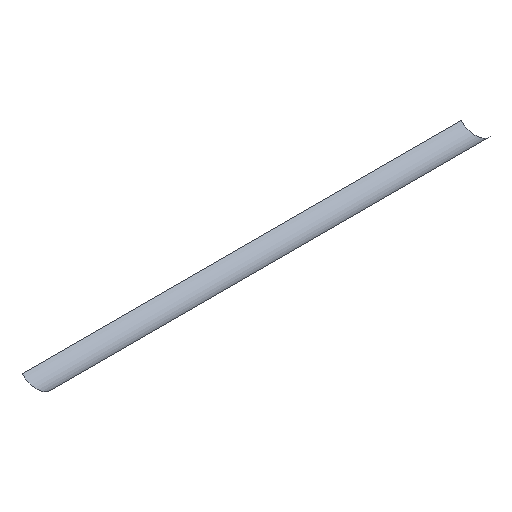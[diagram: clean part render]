
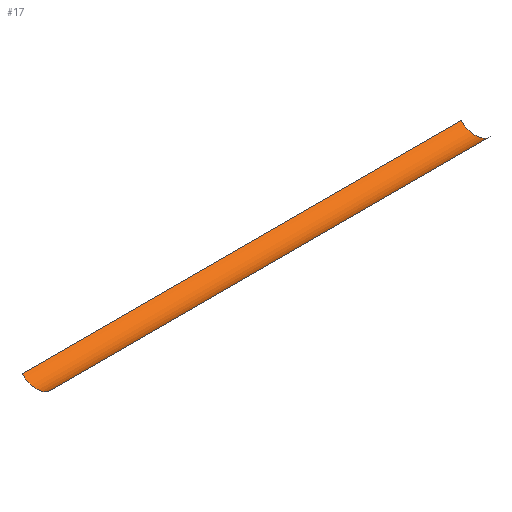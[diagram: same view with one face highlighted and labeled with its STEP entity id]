
A CAD part, isometric view. The second image highlights one B-rep face of the part: STEP entity #17.
In plain terms, the highlighted cylindrical face has radius 3 mm (diameter 5.999 mm), a partial arc.
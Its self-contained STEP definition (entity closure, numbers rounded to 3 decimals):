
#17 = ADVANCED_FACE('',(#18),#32,.F.);
#18 = FACE_BOUND('',#19,.F.);
#19 = EDGE_LOOP('',(#20,#65,#104,#142));
#20 = ORIENTED_EDGE('',*,*,#21,.T.);
#21 = EDGE_CURVE('',#22,#24,#26,.T.);
#22 = VERTEX_POINT('',#23);
#23 = CARTESIAN_POINT('',(-32.168,2.121,
    0.));
#24 = VERTEX_POINT('',#25);
#25 = CARTESIAN_POINT('',(32.168,2.121,
    0.));
#26 = SURFACE_CURVE('',#27,(#31),.PCURVE_S1.);
#27 = LINE('',#28,#29);
#28 = CARTESIAN_POINT('',(-32.168,2.121,
    0.));
#29 = VECTOR('',#30,1.);
#30 = DIRECTION('',(1.,0.,0.));
#31 = PCURVE('',#32,#37);
#32 = CYLINDRICAL_SURFACE('',#33,3.);
#33 = AXIS2_PLACEMENT_3D('',#34,#35,#36);
#34 = CARTESIAN_POINT('',(0.,0.,
    2.121));
#35 = DIRECTION('',(-1.,0.,0.));
#36 = DIRECTION('',(0.,0.707,-0.707)
  );
#37 = DEFINITIONAL_REPRESENTATION('',(#38),#64);
#38 = B_SPLINE_CURVE_WITH_KNOTS('',3,(#39,#40,#41,#42,#43,#44,#45,#46,
    #47,#48,#49,#50,#51,#52,#53,#54,#55,#56,#57,#58,#59,#60,#61,#62,#63)
  ,.UNSPECIFIED.,.F.,.F.,(4,1,1,1,1,1,1,1,1,1,1,1,1,1,1,1,1,1,1,1,1,1,4)
  ,(0.,2.924,5.849,8.773,11.698,
    14.622,17.546,20.471,23.395,
    26.32,29.244,32.168,35.093,
    38.017,40.942,43.866,46.79,
    49.715,52.639,55.563,58.488,
    61.412,64.337),.QUASI_UNIFORM_KNOTS.);
#39 = CARTESIAN_POINT('',(0.,32.168));
#40 = CARTESIAN_POINT('',(0.,31.194));
#41 = CARTESIAN_POINT('',(0.,29.244));
#42 = CARTESIAN_POINT('',(0.,26.32));
#43 = CARTESIAN_POINT('',(0.,23.395));
#44 = CARTESIAN_POINT('',(0.,20.471));
#45 = CARTESIAN_POINT('',(0.,17.546));
#46 = CARTESIAN_POINT('',(0.,14.622));
#47 = CARTESIAN_POINT('',(0.,11.698));
#48 = CARTESIAN_POINT('',(0.,8.773));
#49 = CARTESIAN_POINT('',(0.,5.849));
#50 = CARTESIAN_POINT('',(0.,2.924));
#51 = CARTESIAN_POINT('',(0.,0.));
#52 = CARTESIAN_POINT('',(0.,-2.924));
#53 = CARTESIAN_POINT('',(0.,-5.849));
#54 = CARTESIAN_POINT('',(0.,-8.773));
#55 = CARTESIAN_POINT('',(0.,-11.698));
#56 = CARTESIAN_POINT('',(0.,-14.622));
#57 = CARTESIAN_POINT('',(0.,-17.546));
#58 = CARTESIAN_POINT('',(0.,-20.471));
#59 = CARTESIAN_POINT('',(0.,-23.395));
#60 = CARTESIAN_POINT('',(0.,-26.32));
#61 = CARTESIAN_POINT('',(0.,-29.244));
#62 = CARTESIAN_POINT('',(0.,-31.194));
#63 = CARTESIAN_POINT('',(0.,-32.168));
#64 = ( GEOMETRIC_REPRESENTATION_CONTEXT(2) 
PARAMETRIC_REPRESENTATION_CONTEXT() REPRESENTATION_CONTEXT('2D SPACE',''
  ) );
#65 = ORIENTED_EDGE('',*,*,#66,.T.);
#66 = EDGE_CURVE('',#24,#67,#69,.T.);
#67 = VERTEX_POINT('',#68);
#68 = CARTESIAN_POINT('',(32.168,-2.121,
    0.));
#69 = SURFACE_CURVE('',#70,(#75),.PCURVE_S1.);
#70 = CIRCLE('',#71,3.);
#71 = AXIS2_PLACEMENT_3D('',#72,#73,#74);
#72 = CARTESIAN_POINT('',(32.168,0.,
    2.121));
#73 = DIRECTION('',(-1.,0.,0.));
#74 = DIRECTION('',(0.,0.707,-0.707)
  );
#75 = PCURVE('',#32,#76);
#76 = DEFINITIONAL_REPRESENTATION('',(#77),#103);
#77 = B_SPLINE_CURVE_WITH_KNOTS('',3,(#78,#79,#80,#81,#82,#83,#84,#85,
    #86,#87,#88,#89,#90,#91,#92,#93,#94,#95,#96,#97,#98,#99,#100,#101,
    #102),.UNSPECIFIED.,.F.,.F.,(4,1,1,1,1,1,1,1,1,1,1,1,1,1,1,1,1,1,1,1
    ,1,1,4),(0.,0.071,0.143,0.214,
    0.286,0.357,0.428,0.5,
    0.571,0.643,0.714,0.785,
    0.857,0.928,1.,1.071,
    1.142,1.214,1.285,1.357,
    1.428,1.499,1.571),.QUASI_UNIFORM_KNOTS.);
#78 = CARTESIAN_POINT('',(0.,-32.168));
#79 = CARTESIAN_POINT('',(0.024,-32.168));
#80 = CARTESIAN_POINT('',(0.071,-32.168));
#81 = CARTESIAN_POINT('',(0.143,-32.168));
#82 = CARTESIAN_POINT('',(0.214,-32.168));
#83 = CARTESIAN_POINT('',(0.286,-32.168));
#84 = CARTESIAN_POINT('',(0.357,-32.168));
#85 = CARTESIAN_POINT('',(0.428,-32.168));
#86 = CARTESIAN_POINT('',(0.5,-32.168));
#87 = CARTESIAN_POINT('',(0.571,-32.168));
#88 = CARTESIAN_POINT('',(0.643,-32.168));
#89 = CARTESIAN_POINT('',(0.714,-32.168));
#90 = CARTESIAN_POINT('',(0.785,-32.168));
#91 = CARTESIAN_POINT('',(0.857,-32.168));
#92 = CARTESIAN_POINT('',(0.928,-32.168));
#93 = CARTESIAN_POINT('',(1.,-32.168));
#94 = CARTESIAN_POINT('',(1.071,-32.168));
#95 = CARTESIAN_POINT('',(1.142,-32.168));
#96 = CARTESIAN_POINT('',(1.214,-32.168));
#97 = CARTESIAN_POINT('',(1.285,-32.168));
#98 = CARTESIAN_POINT('',(1.357,-32.168));
#99 = CARTESIAN_POINT('',(1.428,-32.168));
#100 = CARTESIAN_POINT('',(1.499,-32.168));
#101 = CARTESIAN_POINT('',(1.547,-32.168));
#102 = CARTESIAN_POINT('',(1.571,-32.168));
#103 = ( GEOMETRIC_REPRESENTATION_CONTEXT(2) 
PARAMETRIC_REPRESENTATION_CONTEXT() REPRESENTATION_CONTEXT('2D SPACE',''
  ) );
#104 = ORIENTED_EDGE('',*,*,#105,.T.);
#105 = EDGE_CURVE('',#67,#106,#108,.T.);
#106 = VERTEX_POINT('',#107);
#107 = CARTESIAN_POINT('',(-32.168,-2.121,
    0.));
#108 = SURFACE_CURVE('',#109,(#113),.PCURVE_S1.);
#109 = LINE('',#110,#111);
#110 = CARTESIAN_POINT('',(32.168,-2.121,
    0.));
#111 = VECTOR('',#112,1.);
#112 = DIRECTION('',(-1.,0.,0.));
#113 = PCURVE('',#32,#114);
#114 = DEFINITIONAL_REPRESENTATION('',(#115),#141);
#115 = B_SPLINE_CURVE_WITH_KNOTS('',3,(#116,#117,#118,#119,#120,#121,
    #122,#123,#124,#125,#126,#127,#128,#129,#130,#131,#132,#133,#134,
    #135,#136,#137,#138,#139,#140),.UNSPECIFIED.,.F.,.F.,(4,1,1,1,1,1,1,
    1,1,1,1,1,1,1,1,1,1,1,1,1,1,1,4),(0.,2.924,5.849,
    8.773,11.698,14.622,17.546,
    20.471,23.395,26.32,29.244,
    32.168,35.093,38.017,40.942,
    43.866,46.79,49.715,52.639,
    55.563,58.488,61.412,64.337),
  .QUASI_UNIFORM_KNOTS.);
#116 = CARTESIAN_POINT('',(1.571,-32.168));
#117 = CARTESIAN_POINT('',(1.571,-31.194));
#118 = CARTESIAN_POINT('',(1.571,-29.244));
#119 = CARTESIAN_POINT('',(1.571,-26.32));
#120 = CARTESIAN_POINT('',(1.571,-23.395));
#121 = CARTESIAN_POINT('',(1.571,-20.471));
#122 = CARTESIAN_POINT('',(1.571,-17.546));
#123 = CARTESIAN_POINT('',(1.571,-14.622));
#124 = CARTESIAN_POINT('',(1.571,-11.698));
#125 = CARTESIAN_POINT('',(1.571,-8.773));
#126 = CARTESIAN_POINT('',(1.571,-5.849));
#127 = CARTESIAN_POINT('',(1.571,-2.924));
#128 = CARTESIAN_POINT('',(1.571,0.));
#129 = CARTESIAN_POINT('',(1.571,2.924));
#130 = CARTESIAN_POINT('',(1.571,5.849));
#131 = CARTESIAN_POINT('',(1.571,8.773));
#132 = CARTESIAN_POINT('',(1.571,11.698));
#133 = CARTESIAN_POINT('',(1.571,14.622));
#134 = CARTESIAN_POINT('',(1.571,17.546));
#135 = CARTESIAN_POINT('',(1.571,20.471));
#136 = CARTESIAN_POINT('',(1.571,23.395));
#137 = CARTESIAN_POINT('',(1.571,26.32));
#138 = CARTESIAN_POINT('',(1.571,29.244));
#139 = CARTESIAN_POINT('',(1.571,31.194));
#140 = CARTESIAN_POINT('',(1.571,32.168));
#141 = ( GEOMETRIC_REPRESENTATION_CONTEXT(2) 
PARAMETRIC_REPRESENTATION_CONTEXT() REPRESENTATION_CONTEXT('2D SPACE',''
  ) );
#142 = ORIENTED_EDGE('',*,*,#143,.T.);
#143 = EDGE_CURVE('',#106,#22,#144,.T.);
#144 = SURFACE_CURVE('',#145,(#150),.PCURVE_S1.);
#145 = CIRCLE('',#146,3.);
#146 = AXIS2_PLACEMENT_3D('',#147,#148,#149);
#147 = CARTESIAN_POINT('',(-32.168,0.,
    2.121));
#148 = DIRECTION('',(1.,0.,0.));
#149 = DIRECTION('',(0.,-0.707,-0.707
    ));
#150 = PCURVE('',#32,#151);
#151 = DEFINITIONAL_REPRESENTATION('',(#152),#178);
#152 = B_SPLINE_CURVE_WITH_KNOTS('',3,(#153,#154,#155,#156,#157,#158,
    #159,#160,#161,#162,#163,#164,#165,#166,#167,#168,#169,#170,#171,
    #172,#173,#174,#175,#176,#177),.UNSPECIFIED.,.F.,.F.,(4,1,1,1,1,1,1,
    1,1,1,1,1,1,1,1,1,1,1,1,1,1,1,4),(0.,0.071,
    0.143,0.214,0.286,0.357,
    0.428,0.5,0.571,0.643,
    0.714,0.785,0.857,0.928,
    1.,1.071,1.142,1.214,
    1.285,1.357,1.428,1.499,
    1.571),.QUASI_UNIFORM_KNOTS.);
#153 = CARTESIAN_POINT('',(1.571,32.168));
#154 = CARTESIAN_POINT('',(1.547,32.168));
#155 = CARTESIAN_POINT('',(1.499,32.168));
#156 = CARTESIAN_POINT('',(1.428,32.168));
#157 = CARTESIAN_POINT('',(1.357,32.168));
#158 = CARTESIAN_POINT('',(1.285,32.168));
#159 = CARTESIAN_POINT('',(1.214,32.168));
#160 = CARTESIAN_POINT('',(1.142,32.168));
#161 = CARTESIAN_POINT('',(1.071,32.168));
#162 = CARTESIAN_POINT('',(1.,32.168));
#163 = CARTESIAN_POINT('',(0.928,32.168));
#164 = CARTESIAN_POINT('',(0.857,32.168));
#165 = CARTESIAN_POINT('',(0.785,32.168));
#166 = CARTESIAN_POINT('',(0.714,32.168));
#167 = CARTESIAN_POINT('',(0.643,32.168));
#168 = CARTESIAN_POINT('',(0.571,32.168));
#169 = CARTESIAN_POINT('',(0.5,32.168));
#170 = CARTESIAN_POINT('',(0.428,32.168));
#171 = CARTESIAN_POINT('',(0.357,32.168));
#172 = CARTESIAN_POINT('',(0.286,32.168));
#173 = CARTESIAN_POINT('',(0.214,32.168));
#174 = CARTESIAN_POINT('',(0.143,32.168));
#175 = CARTESIAN_POINT('',(0.071,32.168));
#176 = CARTESIAN_POINT('',(0.024,32.168));
#177 = CARTESIAN_POINT('',(0.,32.168));
#178 = ( GEOMETRIC_REPRESENTATION_CONTEXT(2) 
PARAMETRIC_REPRESENTATION_CONTEXT() REPRESENTATION_CONTEXT('2D SPACE',''
  ) );
